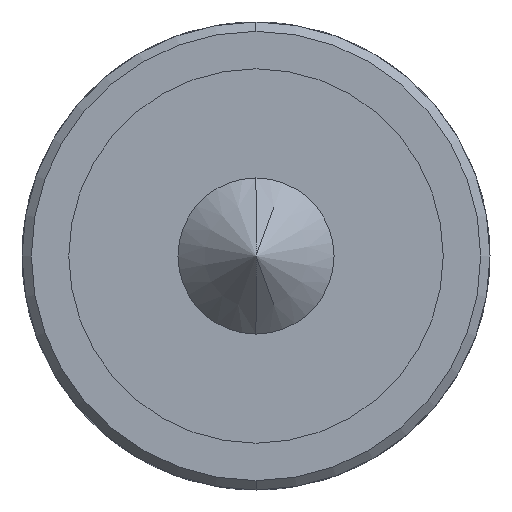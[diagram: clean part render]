
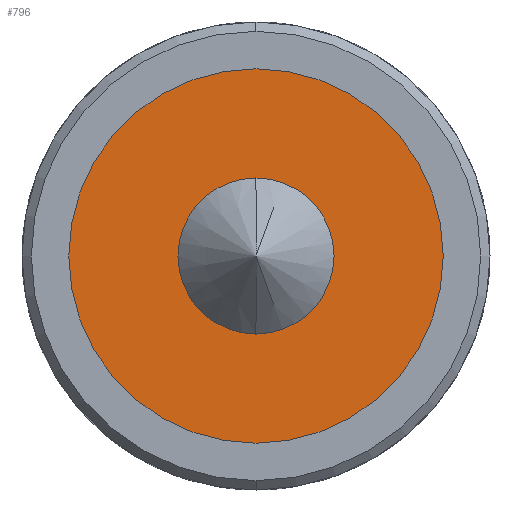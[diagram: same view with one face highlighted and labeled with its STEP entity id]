
A CAD part, left-side view. The second image highlights one B-rep face of the part: STEP entity #796.
In plain terms, the highlighted face is planar.
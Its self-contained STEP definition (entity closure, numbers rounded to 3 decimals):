
#36 = CARTESIAN_POINT ( 'NONE',  ( 6., 0., 1. ) ) ;
#50 = CARTESIAN_POINT ( 'NONE',  ( 2.5, 0., 1. ) ) ;
#147 = ORIENTED_EDGE ( 'NONE', *, *, #843, .T. ) ;
#150 = ORIENTED_EDGE ( 'NONE', *, *, #840, .F. ) ;
#154 = ORIENTED_EDGE ( 'NONE', *, *, #857, .F. ) ;
#155 = ORIENTED_EDGE ( 'NONE', *, *, #831, .T. ) ;
#177 = CARTESIAN_POINT ( 'NONE',  ( -2.5, 0., 1. ) ) ;
#187 = DIRECTION ( 'NONE',  ( 0., 0., 1. ) ) ;
#190 = CARTESIAN_POINT ( 'NONE',  ( 0., 0., 1. ) ) ;
#219 = CARTESIAN_POINT ( 'NONE',  ( -6., 0., 1. ) ) ;
#259 = CARTESIAN_POINT ( 'NONE',  ( 0., 0., 1. ) ) ;
#264 = DIRECTION ( 'NONE',  ( 1., 0., 0. ) ) ;
#276 = DIRECTION ( 'NONE',  ( 1., 0., 0. ) ) ;
#280 = VERTEX_POINT ( 'NONE', #50 ) ;
#295 = VERTEX_POINT ( 'NONE', #36 ) ;
#308 = VERTEX_POINT ( 'NONE', #177 ) ;
#312 = VERTEX_POINT ( 'NONE', #219 ) ;
#316 = EDGE_LOOP ( 'NONE', ( #147, #155 ) ) ;
#318 = EDGE_LOOP ( 'NONE', ( #154, #150 ) ) ;
#344 = CARTESIAN_POINT ( 'NONE',  ( 0., 0., 1. ) ) ;
#379 = PLANE ( 'NONE',  #577 ) ;
#424 = DIRECTION ( 'NONE',  ( 1., 0., 0. ) ) ;
#439 = DIRECTION ( 'NONE',  ( 0., 0., 1. ) ) ;
#450 = CARTESIAN_POINT ( 'NONE',  ( 0., 0., 1. ) ) ;
#460 = DIRECTION ( 'NONE',  ( 0., 0., 1. ) ) ;
#466 = DIRECTION ( 'NONE',  ( 1., 0., 0. ) ) ;
#485 = DIRECTION ( 'NONE',  ( 0., 0., 1. ) ) ;
#486 = DIRECTION ( 'NONE',  ( 1., 0., 0. ) ) ;
#488 = CARTESIAN_POINT ( 'NONE',  ( 0., 0., 1. ) ) ;
#489 = DIRECTION ( 'NONE',  ( 0., 0., 1. ) ) ;
#527 = AXIS2_PLACEMENT_3D ( 'NONE', #344, #489, #276 ) ;
#535 = AXIS2_PLACEMENT_3D ( 'NONE', #259, #439, #424 ) ;
#577 = AXIS2_PLACEMENT_3D ( 'NONE', #190, #187, #264 ) ;
#614 = FACE_BOUND ( 'NONE', #318, .T. ) ;
#615 = AXIS2_PLACEMENT_3D ( 'NONE', #450, #460, #466 ) ;
#620 = AXIS2_PLACEMENT_3D ( 'NONE', #488, #485, #486 ) ;
#628 = FACE_OUTER_BOUND ( 'NONE', #316, .T. ) ;
#723 = CIRCLE ( 'NONE', #527, 2.5 ) ;
#727 = CIRCLE ( 'NONE', #535, 6. ) ;
#729 = CIRCLE ( 'NONE', #620, 2.5 ) ;
#732 = CIRCLE ( 'NONE', #615, 6. ) ;
#796 = ADVANCED_FACE ( 'NONE', ( #628, #614 ), #379, .T. ) ;
#831 = EDGE_CURVE ( 'NONE', #295, #312, #732, .T. ) ;
#840 = EDGE_CURVE ( 'NONE', #280, #308, #729, .T. ) ;
#843 = EDGE_CURVE ( 'NONE', #312, #295, #727, .T. ) ;
#857 = EDGE_CURVE ( 'NONE', #308, #280, #723, .T. ) ;
